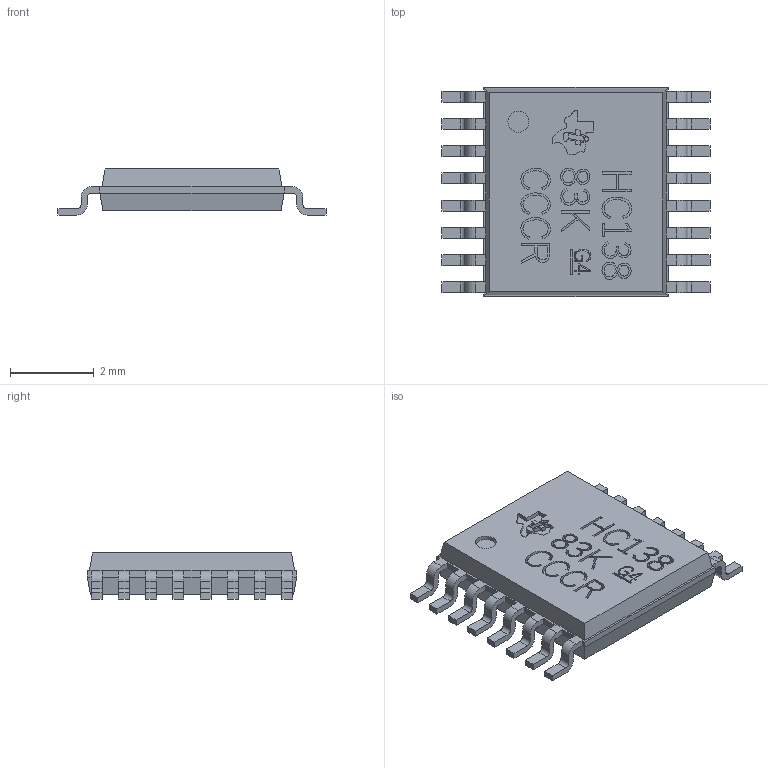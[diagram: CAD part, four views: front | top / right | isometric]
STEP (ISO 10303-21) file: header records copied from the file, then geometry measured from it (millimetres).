
FILE_DESCRIPTION(/* description */ (''),/* implementation_level */ '2;1');
FILE_NAME(/* name */ '74HC138.step',/* time_stamp */ '2021-01-30T20:02:25+07:00',/* author */ (''),/* organization */ (''),/* preprocessor_version */ 'ST-DEVELOPER v18.1',/* originating_system */ 'Autodesk Translation Framework v9.7.1.1290',/* authorisation */ '');
FILE_SCHEMA (('AUTOMOTIVE_DESIGN { 1 0 10303 214 3 1 1 }'));
Length unit declared in the file: millimetre
Products named in the file (2): (Unsaved); Logo
Assembly tree (1 placements, depth 2):
  (Unsaved)
    Logo
Bounding box: 6.4 x 5 x 1.1 mm (x, y, z)
Volume: 21.7 mm3; surface area: 83.2 mm2
Topology: 1 solids, 1 shells, 598 faces, 1646 edges, 1070 vertices
Faces by surface type: plane 333, bspline 199, cylinder 66
Full cylindrical faces by diameter (mm): 0.109 x1, 0.5 x1
Entity records: 20796 total; most frequent: CARTESIAN_POINT 6629, ORIENTED_EDGE 3268, DIRECTION 2170, EDGE_CURVE 1634, LINE 1104, VECTOR 1104, VERTEX_POINT 1064, EDGE_LOOP 622
